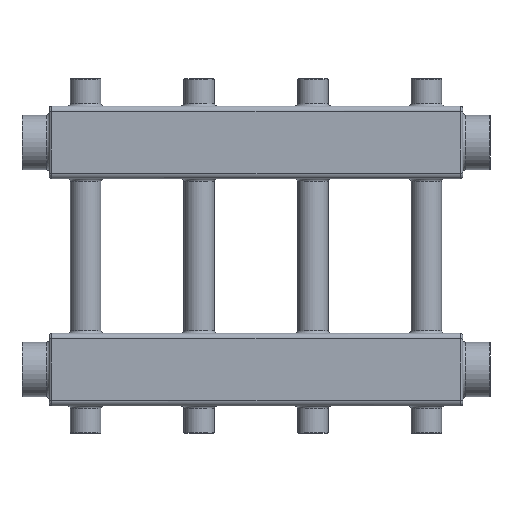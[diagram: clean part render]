
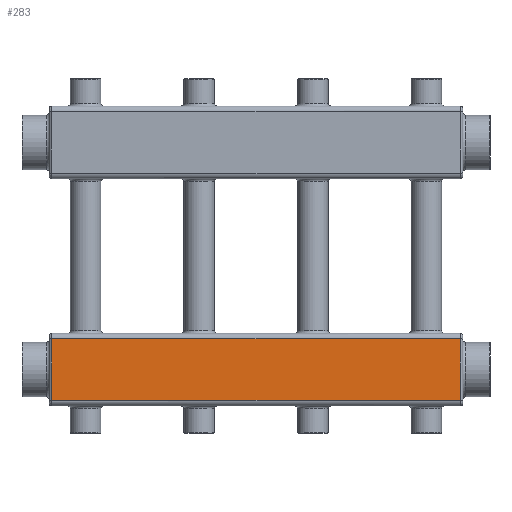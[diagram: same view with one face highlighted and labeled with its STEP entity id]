
A CAD part, left-side view. The second image highlights one B-rep face of the part: STEP entity #283.
In plain terms, the highlighted planar face has unit normal (-1, 0, 0).
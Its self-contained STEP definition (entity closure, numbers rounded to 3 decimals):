
#283=ADVANCED_FACE('',(#4675),#4677,.T.);
#4675=FACE_BOUND('',#4676,.T.);
#4676=EDGE_LOOP('',(#10143,#10144,#10145,#10146,#10147,#10148,#10149,#10150));
#4677=PLANE('',#4678);
#4678=AXIS2_PLACEMENT_3D('',#4679,#4680,#4681);
#4679=CARTESIAN_POINT('',(-40.,0.,-284.));
#4680=DIRECTION('',(-1.,0.,0.));
#4681=DIRECTION('',(0.,0.,1.));
#10143=ORIENTED_EDGE('',*,*,#12403,.T.);
#10144=ORIENTED_EDGE('',*,*,#12404,.T.);
#10145=ORIENTED_EDGE('',*,*,#12405,.F.);
#10146=ORIENTED_EDGE('',*,*,#12406,.F.);
#10147=ORIENTED_EDGE('',*,*,#12362,.F.);
#10148=ORIENTED_EDGE('',*,*,#12407,.T.);
#10149=ORIENTED_EDGE('',*,*,#12408,.F.);
#10150=ORIENTED_EDGE('',*,*,#12409,.F.);
#12362=EDGE_CURVE('',#13534,#13535,#13536,.T.);
#12403=EDGE_CURVE('',#13608,#13609,#13610,.T.);
#12404=EDGE_CURVE('',#13609,#13611,#13612,.F.);
#12405=EDGE_CURVE('',#13613,#13611,#13614,.T.);
#12406=EDGE_CURVE('',#13535,#13613,#13615,.F.);
#12407=EDGE_CURVE('',#13534,#13616,#13617,.F.);
#12408=EDGE_CURVE('',#13618,#13616,#13619,.T.);
#12409=EDGE_CURVE('',#13608,#13618,#13620,.F.);
#13534=VERTEX_POINT('',#15578);
#13535=VERTEX_POINT('',#15579);
#13536=LINE('',#15580,#15581);
#13608=VERTEX_POINT('',#15887);
#13609=VERTEX_POINT('',#15888);
#13610=LINE('',#15889,#15890);
#13611=VERTEX_POINT('',#15892);
#13612=LINE('',#15893,#15894);
#13613=VERTEX_POINT('',#15896);
#13614=LINE('',#15897,#15898);
#13615=LINE('',#15900,#15901);
#13616=VERTEX_POINT('',#15903);
#13617=LINE('',#15904,#15905);
#13618=VERTEX_POINT('',#15907);
#13619=LINE('',#15908,#15909);
#13620=LINE('',#15911,#15912);
#15578=CARTESIAN_POINT('',(-40.,-0.039,-284.));
#15579=CARTESIAN_POINT('',(-40.,449.039,-284.));
#15580=CARTESIAN_POINT('',(-40.,-0.039,-284.));
#15581=VECTOR('',#15582,1.);
#15582=DIRECTION('',(0.,1.,0.));
#15887=CARTESIAN_POINT('',(-40.,-0.039,-216.));
#15888=CARTESIAN_POINT('',(-40.,449.039,-216.));
#15889=CARTESIAN_POINT('',(-40.,-0.039,-216.));
#15890=VECTOR('',#15891,1.);
#15891=DIRECTION('',(0.,1.,0.));
#15892=CARTESIAN_POINT('',(-40.,449.042,-216.));
#15893=CARTESIAN_POINT('',(-40.,449.042,-216.));
#15894=VECTOR('',#15895,1.);
#15895=DIRECTION('',(0.,-1.,0.));
#15896=CARTESIAN_POINT('',(-40.,449.042,-284.));
#15897=CARTESIAN_POINT('',(-40.,449.042,-284.));
#15898=VECTOR('',#15899,1.);
#15899=DIRECTION('',(0.,0.,1.));
#15900=CARTESIAN_POINT('',(-40.,449.042,-284.));
#15901=VECTOR('',#15902,1.);
#15902=DIRECTION('',(0.,-1.,0.));
#15903=CARTESIAN_POINT('',(-40.,-0.042,-284.));
#15904=CARTESIAN_POINT('',(-40.,-0.042,-284.));
#15905=VECTOR('',#15906,1.);
#15906=DIRECTION('',(0.,1.,0.));
#15907=CARTESIAN_POINT('',(-40.,-0.042,-216.));
#15908=CARTESIAN_POINT('',(-40.,-0.042,-216.));
#15909=VECTOR('',#15910,1.);
#15910=DIRECTION('',(0.,0.,-1.));
#15911=CARTESIAN_POINT('',(-40.,-0.042,-216.));
#15912=VECTOR('',#15913,1.);
#15913=DIRECTION('',(0.,1.,0.));
